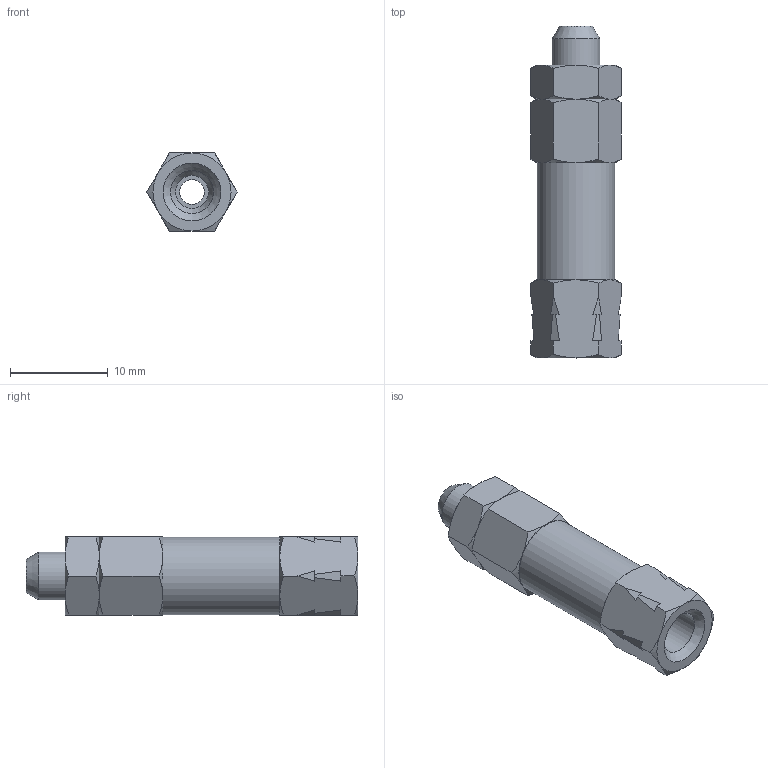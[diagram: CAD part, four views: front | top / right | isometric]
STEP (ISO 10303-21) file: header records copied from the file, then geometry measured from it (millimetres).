
FILE_DESCRIPTION (( 'STEP AP214' ), '1' );
FILE_NAME ('0606300001A.STEP', '2017-06-29T07:54:11', ( '' ), ( '' ), 'SwSTEP 2.0', 'SolidWorks 2016', '' );
FILE_SCHEMA (( 'AUTOMOTIVE_DESIGN' ));
Length unit declared in the file: millimetre
Products named in the file (1): 0606300001A
Bounding box: 9.24 x 34 x 8 mm (x, y, z)
Surface area: 1139.7 mm2 (no closed solid volume)
Topology: 0 solids, 3 shells, 89 faces, 215 edges, 131 vertices
Faces by surface type: plane 47, cone 38, cylinder 4
Full cylindrical faces by diameter (mm): 2.5 x1, 4.4 x1, 4.9 x1, 7.9 x1
Entity records: 3670 total; most frequent: CARTESIAN_POINT 742, ORIENTED_EDGE 402, DIRECTION 364, EDGE_CURVE 209, AXIS2_PLACEMENT_3D 137, VERTEX_POINT 131, EDGE_LOOP 100, FACE_OUTER_BOUND 93
